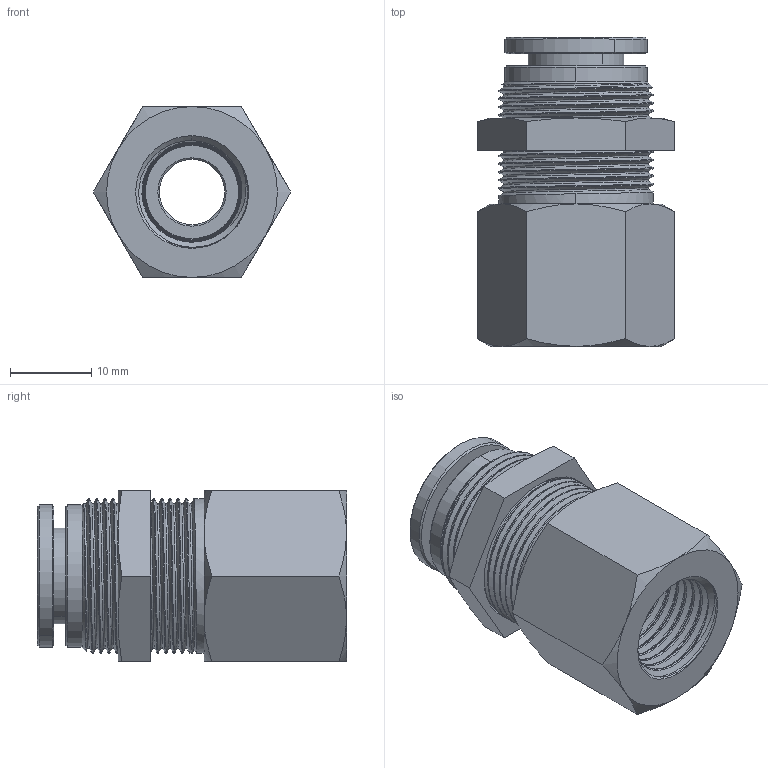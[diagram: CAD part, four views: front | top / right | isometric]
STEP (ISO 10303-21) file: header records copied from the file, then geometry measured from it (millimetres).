
FILE_DESCRIPTION (( 'STEP AP214' ), '1' );
FILE_NAME ('BCS10R1-4W.STEP', '2018-07-12T15:23:53', ( '' ), ( '' ), 'SwSTEP 2.0', 'SolidWorks 2016', '' );
FILE_SCHEMA (( 'AUTOMOTIVE_DESIGN' ));
Length unit declared in the file: millimetre
Products named in the file (1): BCS10R1-4W
Bounding box: 24.25 x 37.97 x 21 mm (x, y, z)
Volume: 8317.3 mm3; surface area: 9171.6 mm2
Topology: 7 solids, 7 shells, 526 faces, 1677 edges, 1170 vertices
Faces by surface type: cone 176, plane 163, cylinder 100, bspline 85, torus 2
Entity records: 39795 total; most frequent: CARTESIAN_POINT 20779, ORIENTED_EDGE 3354, DIRECTION 1998, EDGE_CURVE 1677, VERTEX_POINT 1170, B_SPLINE_CURVE_WITH_KNOTS 908, AXIS2_PLACEMENT_3D 805, EDGE_LOOP 545
